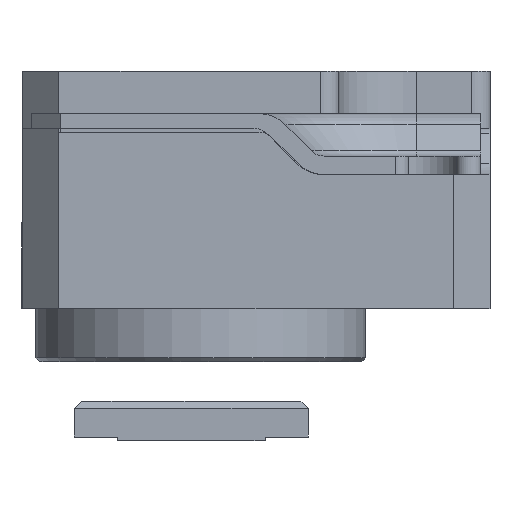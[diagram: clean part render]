
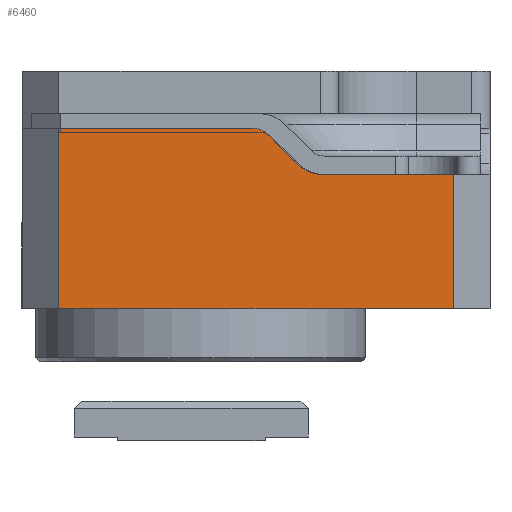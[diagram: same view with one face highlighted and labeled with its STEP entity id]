
A CAD part, front view. The second image highlights one B-rep face of the part: STEP entity #6460.
In plain terms, the highlighted planar face has unit normal (0, -1, 0).
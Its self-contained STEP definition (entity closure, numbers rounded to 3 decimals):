
#625=CIRCLE('',#43839,1.);
#626=CIRCLE('',#43840,0.5);
#6460=ADVANCED_FACE('',(#10291),#8493,.T.);
#8493=PLANE('',#43841);
#10291=FACE_OUTER_BOUND('',#12395,.T.);
#12395=EDGE_LOOP('',(#16030,#16031,#16032,#16033,#16034,#16035,#16036,#16037));
#16030=ORIENTED_EDGE('',*,*,#30615,.T.);
#16031=ORIENTED_EDGE('',*,*,#30630,.T.);
#16032=ORIENTED_EDGE('',*,*,#30631,.T.);
#16033=ORIENTED_EDGE('',*,*,#30632,.T.);
#16034=ORIENTED_EDGE('',*,*,#30633,.F.);
#16035=ORIENTED_EDGE('',*,*,#30634,.T.);
#16036=ORIENTED_EDGE('',*,*,#30635,.T.);
#16037=ORIENTED_EDGE('',*,*,#30636,.T.);
#26529=VERTEX_POINT('',#59078);
#26530=VERTEX_POINT('',#59080);
#26543=VERTEX_POINT('',#59110);
#26544=VERTEX_POINT('',#59112);
#26545=VERTEX_POINT('',#59114);
#26546=VERTEX_POINT('',#59116);
#26547=VERTEX_POINT('',#59118);
#26548=VERTEX_POINT('',#59120);
#30615=EDGE_CURVE('',#26530,#26529,#35821,.T.);
#30630=EDGE_CURVE('',#26529,#26543,#35832,.T.);
#30631=EDGE_CURVE('',#26543,#26544,#35833,.T.);
#30632=EDGE_CURVE('',#26544,#26545,#35834,.T.);
#30633=EDGE_CURVE('',#26546,#26545,#35835,.T.);
#30634=EDGE_CURVE('',#26546,#26547,#625,.T.);
#30635=EDGE_CURVE('',#26547,#26548,#35836,.T.);
#30636=EDGE_CURVE('',#26548,#26530,#626,.T.);
#35821=LINE('',#59079,#39802);
#35832=LINE('',#59109,#39813);
#35833=LINE('',#59111,#39814);
#35834=LINE('',#59113,#39815);
#35835=LINE('',#59115,#39816);
#35836=LINE('',#59119,#39817);
#39802=VECTOR('',#47209,1.);
#39813=VECTOR('',#47232,1.);
#39814=VECTOR('',#47233,1.);
#39815=VECTOR('',#47234,1.);
#39816=VECTOR('',#47235,1.);
#39817=VECTOR('',#47238,1.);
#43839=AXIS2_PLACEMENT_3D('',#59117,#47236,#47237);
#43840=AXIS2_PLACEMENT_3D('',#59121,#47239,#47240);
#43841=AXIS2_PLACEMENT_3D('',#59122,#47241,#47242);
#47209=DIRECTION('',(-1.,0.,0.));
#47232=DIRECTION('',(0.,0.,-1.));
#47233=DIRECTION('',(1.,0.,0.));
#47234=DIRECTION('',(0.,0.,1.));
#47235=DIRECTION('',(1.,0.,0.));
#47236=DIRECTION('',(0.,1.,0.));
#47237=DIRECTION('',(0.,0.,-1.));
#47238=DIRECTION('',(-0.707,0.,0.707));
#47239=DIRECTION('',(0.,-1.,0.));
#47240=DIRECTION('',(0.,0.,-1.));
#47241=DIRECTION('',(0.,-1.,0.));
#47242=DIRECTION('',(0.,0.,-1.));
#59078=CARTESIAN_POINT('',(1.,0.,4.9));
#59079=CARTESIAN_POINT('',(6.35,0.,4.9));
#59080=CARTESIAN_POINT('',(6.293,0.,4.9));
#59109=CARTESIAN_POINT('',(1.,0.,0.));
#59110=CARTESIAN_POINT('',(1.,0.,0.));
#59111=CARTESIAN_POINT('',(6.35,0.,0.));
#59112=CARTESIAN_POINT('',(11.7,0.,0.));
#59113=CARTESIAN_POINT('',(11.7,0.,0.));
#59114=CARTESIAN_POINT('',(11.7,0.,3.65));
#59115=CARTESIAN_POINT('',(7.75,0.,3.65));
#59116=CARTESIAN_POINT('',(8.164,0.,3.65));
#59117=CARTESIAN_POINT('',(8.164,0.,4.65));
#59118=CARTESIAN_POINT('',(7.457,0.,3.943));
#59119=CARTESIAN_POINT('',(8.875,0.,2.525));
#59120=CARTESIAN_POINT('',(6.646,0.,4.754));
#59121=CARTESIAN_POINT('',(6.293,0.,4.4));
#59122=CARTESIAN_POINT('',(6.35,0.,0.));
